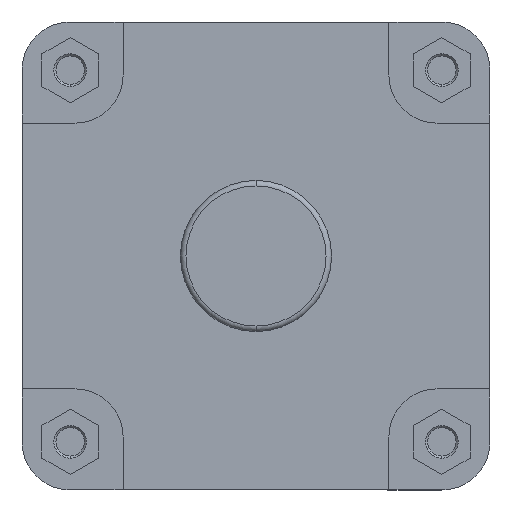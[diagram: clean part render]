
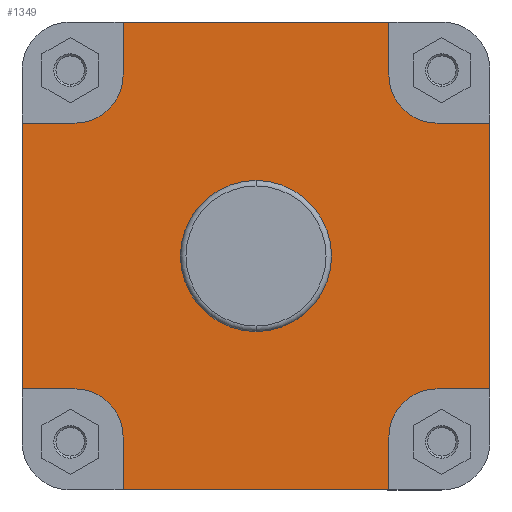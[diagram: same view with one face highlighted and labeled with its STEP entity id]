
A CAD part, left-side view. The second image highlights one B-rep face of the part: STEP entity #1349.
In plain terms, the highlighted planar face has unit normal (-1, 0, 0).
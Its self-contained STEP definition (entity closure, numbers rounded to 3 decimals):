
#24 = EDGE_CURVE ( 'NONE', #5001, #5021, #678, .T. ) ;
#72 = EDGE_CURVE ( 'NONE', #5021, #5001, #766, .T. ) ;
#539 = EDGE_LOOP ( 'NONE', ( #6867, #7090 ) ) ;
#574 = EDGE_LOOP ( 'NONE', ( #7063, #7084, #6858, #7049, #7071, #7068, #7069, #7050, #7093, #6854, #7060, #6835, #4681, #4710, #4678, #4686 ) ) ;
#678 = CIRCLE ( 'NONE', #6515, 54.9 ) ;
#766 = CIRCLE ( 'NONE', #6517, 54.9 ) ;
#1097 = FACE_OUTER_BOUND ( 'NONE', #574, .T. ) ;
#1104 = FACE_BOUND ( 'NONE', #539, .T. ) ;
#1349 = ADVANCED_FACE ( 'NONE', ( #1104, #1097 ), #5825, .F. ) ;
#1739 = CARTESIAN_POINT ( 'NONE',  ( 82., 96.5, 131.5 ) ) ;
#1740 = CARTESIAN_POINT ( 'NONE',  ( 82., 170., -96.5 ) ) ;
#1741 = CARTESIAN_POINT ( 'NONE',  ( 82., 131.5, 96.5 ) ) ;
#1742 = CARTESIAN_POINT ( 'NONE',  ( 82., 170., 96.5 ) ) ;
#1743 = CARTESIAN_POINT ( 'NONE',  ( 82., 131.5, -96.5 ) ) ;
#1744 = CARTESIAN_POINT ( 'NONE',  ( 82., 96.5, -131.5 ) ) ;
#1946 = CARTESIAN_POINT ( 'NONE',  ( 82., -131.5, 96.5 ) ) ;
#1947 = CARTESIAN_POINT ( 'NONE',  ( 82., 96.5, 170. ) ) ;
#1950 = CARTESIAN_POINT ( 'NONE',  ( 82., -96.5, 131.5 ) ) ;
#1951 = CARTESIAN_POINT ( 'NONE',  ( 82., -170., 96.5 ) ) ;
#1952 = CARTESIAN_POINT ( 'NONE',  ( 82., -96.5, -131.5 ) ) ;
#1957 = CARTESIAN_POINT ( 'NONE',  ( 82., -96.5, 170. ) ) ;
#1959 = CARTESIAN_POINT ( 'NONE',  ( 82., -131.5, -96.5 ) ) ;
#1962 = CARTESIAN_POINT ( 'NONE',  ( 82., -170., -96.5 ) ) ;
#1964 = CARTESIAN_POINT ( 'NONE',  ( 82., 96.5, -170. ) ) ;
#1965 = CARTESIAN_POINT ( 'NONE',  ( 82., -96.5, -170. ) ) ;
#1991 = CARTESIAN_POINT ( 'NONE',  ( 82., 0., 54.9 ) ) ;
#2011 = CARTESIAN_POINT ( 'NONE',  ( 82., 0., -54.9 ) ) ;
#2075 = CARTESIAN_POINT ( 'NONE',  ( 82., -131.5, -131.5 ) ) ;
#2079 = CARTESIAN_POINT ( 'NONE',  ( 82., -170., -96.5 ) ) ;
#2082 = DIRECTION ( 'NONE',  ( -1., 0., 0. ) ) ;
#2083 = DIRECTION ( 'NONE',  ( 0., 0., -1. ) ) ;
#2084 = CARTESIAN_POINT ( 'NONE',  ( 82., -374.141, -170. ) ) ;
#2085 = DIRECTION ( 'NONE',  ( 0., 1., 0. ) ) ;
#2086 = CARTESIAN_POINT ( 'NONE',  ( 82., -96.5, -131.5 ) ) ;
#2087 = DIRECTION ( 'NONE',  ( 0., -1., 0. ) ) ;
#2088 = CARTESIAN_POINT ( 'NONE',  ( 82., -170., 0. ) ) ;
#2089 = DIRECTION ( 'NONE',  ( 0., 0., -1. ) ) ;
#2090 = DIRECTION ( 'NONE',  ( 0., 0., 1. ) ) ;
#2091 = CARTESIAN_POINT ( 'NONE',  ( 82., -96.5, 170. ) ) ;
#2092 = CARTESIAN_POINT ( 'NONE',  ( 82., -131.5, 96.5 ) ) ;
#2093 = DIRECTION ( 'NONE',  ( 0., -1., 0. ) ) ;
#2094 = CARTESIAN_POINT ( 'NONE',  ( 82., -131.5, 131.5 ) ) ;
#2095 = DIRECTION ( 'NONE',  ( -1., 0., 0. ) ) ;
#2096 = DIRECTION ( 'NONE',  ( 0., 0., -1. ) ) ;
#2097 = CARTESIAN_POINT ( 'NONE',  ( 82., -374.141, 170. ) ) ;
#2098 = DIRECTION ( 'NONE',  ( 0., 0., -1. ) ) ;
#2099 = DIRECTION ( 'NONE',  ( 0., -1., 0. ) ) ;
#2100 = CARTESIAN_POINT ( 'NONE',  ( 82., 170., 96.5 ) ) ;
#2101 = CARTESIAN_POINT ( 'NONE',  ( 82., 96.5, 131.5 ) ) ;
#2102 = DIRECTION ( 'NONE',  ( 0., 0., 1. ) ) ;
#2103 = CARTESIAN_POINT ( 'NONE',  ( 82., 131.5, 131.5 ) ) ;
#2104 = DIRECTION ( 'NONE',  ( -1., 0., 0. ) ) ;
#2105 = DIRECTION ( 'NONE',  ( 0., 0., -1. ) ) ;
#2106 = CARTESIAN_POINT ( 'NONE',  ( 82., 170., 0. ) ) ;
#2107 = DIRECTION ( 'NONE',  ( 0., -1., 0. ) ) ;
#2108 = DIRECTION ( 'NONE',  ( 0., 0., 1. ) ) ;
#2109 = CARTESIAN_POINT ( 'NONE',  ( 82., 96.5, -170. ) ) ;
#2110 = CARTESIAN_POINT ( 'NONE',  ( 82., 131.5, -96.5 ) ) ;
#2111 = DIRECTION ( 'NONE',  ( 0., 1., 0. ) ) ;
#2112 = CARTESIAN_POINT ( 'NONE',  ( 82., 131.5, -131.5 ) ) ;
#2113 = DIRECTION ( 'NONE',  ( -1., 0., 0. ) ) ;
#2114 = DIRECTION ( 'NONE',  ( 0., 0., -1. ) ) ;
#2117 = DIRECTION ( 'NONE',  ( 0., 0., 1. ) ) ;
#2851 = LINE ( 'NONE', #2086, #2872 ) ;
#2865 = LINE ( 'NONE', #2084, #2871 ) ;
#2866 = VECTOR ( 'NONE', #2085, 1000. ) ;
#2867 = LINE ( 'NONE', #2088, #2874 ) ;
#2869 = LINE ( 'NONE', #2079, #2866 ) ;
#2870 = CIRCLE ( 'NONE', #6826, 35. ) ;
#2871 = VECTOR ( 'NONE', #2087, 1000. ) ;
#2872 = VECTOR ( 'NONE', #2089, 1000. ) ;
#2874 = VECTOR ( 'NONE', #2090, 1000. ) ;
#2875 = VECTOR ( 'NONE', #2098, 1000. ) ;
#2876 = LINE ( 'NONE', #2092, #2877 ) ;
#2877 = VECTOR ( 'NONE', #2093, 1000. ) ;
#2878 = LINE ( 'NONE', #2097, #2881 ) ;
#2879 = LINE ( 'NONE', #2091, #2875 ) ;
#2880 = CIRCLE ( 'NONE', #6824, 35. ) ;
#2881 = VECTOR ( 'NONE', #2099, 1000. ) ;
#2882 = VECTOR ( 'NONE', #2107, 1000. ) ;
#2883 = LINE ( 'NONE', #2101, #2884 ) ;
#2884 = VECTOR ( 'NONE', #2102, 1000. ) ;
#2885 = LINE ( 'NONE', #2106, #2888 ) ;
#2886 = LINE ( 'NONE', #2100, #2882 ) ;
#2887 = CIRCLE ( 'NONE', #6821, 35. ) ;
#2888 = VECTOR ( 'NONE', #2108, 1000. ) ;
#2889 = VECTOR ( 'NONE', #2117, 1000. ) ;
#2890 = LINE ( 'NONE', #2110, #2891 ) ;
#2891 = VECTOR ( 'NONE', #2111, 1000. ) ;
#2894 = LINE ( 'NONE', #2109, #2889 ) ;
#2895 = CIRCLE ( 'NONE', #6830, 35. ) ;
#4678 = ORIENTED_EDGE ( 'NONE', *, *, #6048, .F. ) ;
#4681 = ORIENTED_EDGE ( 'NONE', *, *, #6046, .F. ) ;
#4686 = ORIENTED_EDGE ( 'NONE', *, *, #6049, .F. ) ;
#4710 = ORIENTED_EDGE ( 'NONE', *, *, #6047, .F. ) ;
#4749 = VERTEX_POINT ( 'NONE', #1739 ) ;
#4750 = VERTEX_POINT ( 'NONE', #1740 ) ;
#4751 = VERTEX_POINT ( 'NONE', #1741 ) ;
#4752 = VERTEX_POINT ( 'NONE', #1742 ) ;
#4753 = VERTEX_POINT ( 'NONE', #1743 ) ;
#4754 = VERTEX_POINT ( 'NONE', #1744 ) ;
#4956 = VERTEX_POINT ( 'NONE', #1946 ) ;
#4957 = VERTEX_POINT ( 'NONE', #1947 ) ;
#4960 = VERTEX_POINT ( 'NONE', #1950 ) ;
#4961 = VERTEX_POINT ( 'NONE', #1951 ) ;
#4962 = VERTEX_POINT ( 'NONE', #1952 ) ;
#4967 = VERTEX_POINT ( 'NONE', #1957 ) ;
#4969 = VERTEX_POINT ( 'NONE', #1959 ) ;
#4972 = VERTEX_POINT ( 'NONE', #1962 ) ;
#4974 = VERTEX_POINT ( 'NONE', #1964 ) ;
#4975 = VERTEX_POINT ( 'NONE', #1965 ) ;
#5001 = VERTEX_POINT ( 'NONE', #1991 ) ;
#5021 = VERTEX_POINT ( 'NONE', #2011 ) ;
#5117 = CARTESIAN_POINT ( 'NONE',  ( 82., 0., 0. ) ) ;
#5118 = DIRECTION ( 'NONE',  ( -1., 0., 0. ) ) ;
#5119 = DIRECTION ( 'NONE',  ( 0., 0., 1. ) ) ;
#5216 = CARTESIAN_POINT ( 'NONE',  ( 82., 0., 0. ) ) ;
#5224 = DIRECTION ( 'NONE',  ( -1., 0., 0. ) ) ;
#5225 = DIRECTION ( 'NONE',  ( 0., 0., 1. ) ) ;
#5814 = CARTESIAN_POINT ( 'NONE',  ( 82., 54.9, 0. ) ) ;
#5825 = PLANE ( 'NONE',  #6701 ) ;
#5826 = DIRECTION ( 'NONE',  ( 1., 0., 0. ) ) ;
#5827 = DIRECTION ( 'NONE',  ( 0., 0., -1. ) ) ;
#6034 = EDGE_CURVE ( 'NONE', #4969, #4962, #2870, .T. ) ;
#6035 = EDGE_CURVE ( 'NONE', #4972, #4969, #2869, .T. ) ;
#6036 = EDGE_CURVE ( 'NONE', #4974, #4975, #2865, .T. ) ;
#6037 = EDGE_CURVE ( 'NONE', #4962, #4975, #2851, .T. ) ;
#6038 = EDGE_CURVE ( 'NONE', #4972, #4961, #2867, .T. ) ;
#6039 = EDGE_CURVE ( 'NONE', #4956, #4961, #2876, .T. ) ;
#6040 = EDGE_CURVE ( 'NONE', #4960, #4956, #2880, .T. ) ;
#6041 = EDGE_CURVE ( 'NONE', #4967, #4960, #2879, .T. ) ;
#6042 = EDGE_CURVE ( 'NONE', #4957, #4967, #2878, .T. ) ;
#6043 = EDGE_CURVE ( 'NONE', #4749, #4957, #2883, .T. ) ;
#6044 = EDGE_CURVE ( 'NONE', #4751, #4749, #2887, .T. ) ;
#6045 = EDGE_CURVE ( 'NONE', #4752, #4751, #2886, .T. ) ;
#6046 = EDGE_CURVE ( 'NONE', #4750, #4752, #2885, .T. ) ;
#6047 = EDGE_CURVE ( 'NONE', #4753, #4750, #2890, .T. ) ;
#6048 = EDGE_CURVE ( 'NONE', #4754, #4753, #2895, .T. ) ;
#6049 = EDGE_CURVE ( 'NONE', #4974, #4754, #2894, .T. ) ;
#6515 = AXIS2_PLACEMENT_3D ( 'NONE', #5117, #5118, #5119 ) ;
#6517 = AXIS2_PLACEMENT_3D ( 'NONE', #5216, #5224, #5225 ) ;
#6701 = AXIS2_PLACEMENT_3D ( 'NONE', #5814, #5826, #5827 ) ;
#6821 = AXIS2_PLACEMENT_3D ( 'NONE', #2103, #2104, #2105 ) ;
#6824 = AXIS2_PLACEMENT_3D ( 'NONE', #2094, #2095, #2096 ) ;
#6826 = AXIS2_PLACEMENT_3D ( 'NONE', #2075, #2082, #2083 ) ;
#6830 = AXIS2_PLACEMENT_3D ( 'NONE', #2112, #2113, #2114 ) ;
#6835 = ORIENTED_EDGE ( 'NONE', *, *, #6045, .F. ) ;
#6854 = ORIENTED_EDGE ( 'NONE', *, *, #6043, .F. ) ;
#6858 = ORIENTED_EDGE ( 'NONE', *, *, #6034, .F. ) ;
#6867 = ORIENTED_EDGE ( 'NONE', *, *, #24, .F. ) ;
#7049 = ORIENTED_EDGE ( 'NONE', *, *, #6035, .F. ) ;
#7050 = ORIENTED_EDGE ( 'NONE', *, *, #6041, .F. ) ;
#7060 = ORIENTED_EDGE ( 'NONE', *, *, #6044, .F. ) ;
#7063 = ORIENTED_EDGE ( 'NONE', *, *, #6036, .T. ) ;
#7068 = ORIENTED_EDGE ( 'NONE', *, *, #6039, .F. ) ;
#7069 = ORIENTED_EDGE ( 'NONE', *, *, #6040, .F. ) ;
#7071 = ORIENTED_EDGE ( 'NONE', *, *, #6038, .T. ) ;
#7084 = ORIENTED_EDGE ( 'NONE', *, *, #6037, .F. ) ;
#7090 = ORIENTED_EDGE ( 'NONE', *, *, #72, .F. ) ;
#7093 = ORIENTED_EDGE ( 'NONE', *, *, #6042, .F. ) ;
